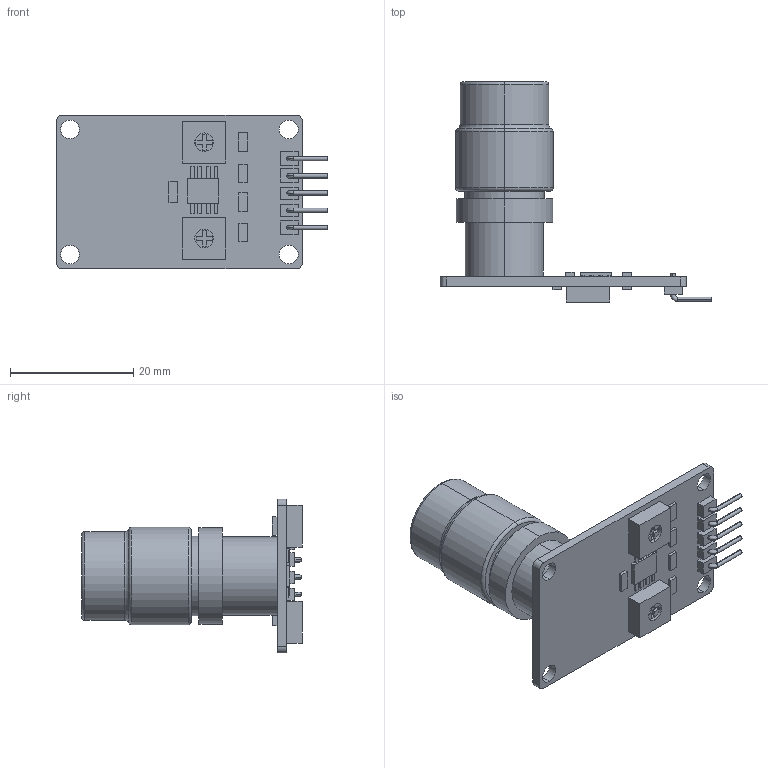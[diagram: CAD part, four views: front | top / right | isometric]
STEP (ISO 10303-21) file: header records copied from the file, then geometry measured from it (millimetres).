
FILE_DESCRIPTION (( 'STEP AP214' ), '1' );
FILE_NAME ('SRAQ-G001_3D.STEP', '2022-06-10T23:10:33', ( '' ), ( '' ), 'SwSTEP 2.0', 'SolidWorks 2021', '' );
FILE_SCHEMA (( 'AUTOMOTIVE_DESIGN' ));
Length unit declared in the file: inch
Products named in the file (1): SRAQ-G001_3D
Bounding box: 44.1 x 35.84 x 25 mm (x, y, z)
Volume: 7071 mm3; surface area: 4316.1 mm2
Topology: 13 solids, 13 shells, 330 faces, 800 edges, 530 vertices
Faces by surface type: plane 240, cylinder 72, torus 18
Entity records: 13856 total; most frequent: CARTESIAN_POINT 1661, DIRECTION 1650, ORIENTED_EDGE 1600, EDGE_CURVE 800, VECTOR 612, LINE 612, VERTEX_POINT 530, AXIS2_PLACEMENT_3D 519
